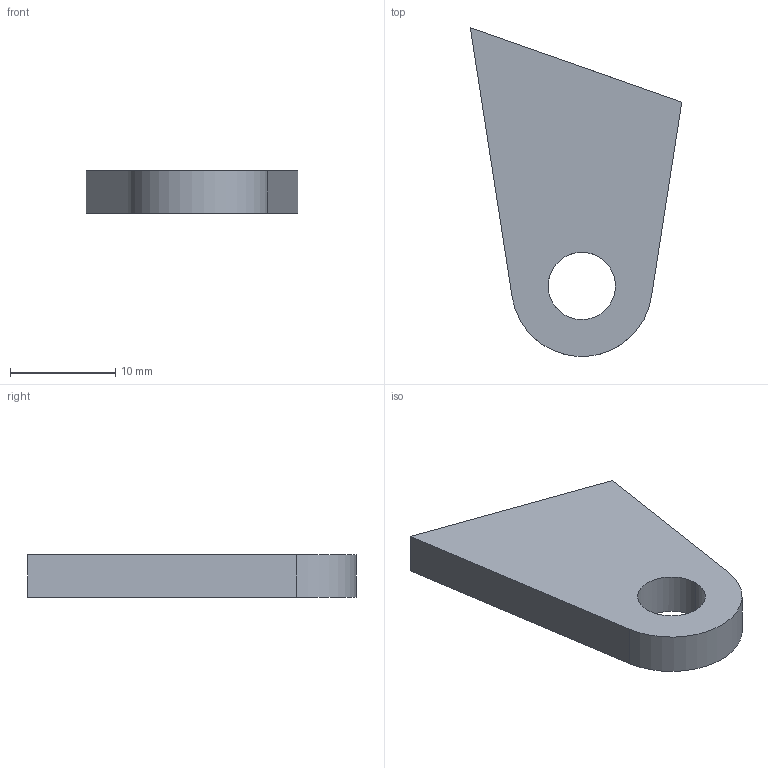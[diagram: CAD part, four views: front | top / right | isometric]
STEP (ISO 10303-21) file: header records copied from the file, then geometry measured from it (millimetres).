
FILE_DESCRIPTION(('CATIA V5 STEP Exchange'),'2;1');
FILE_NAME('Chape_Fw_La_Fp_Low.stp','2022-10-04T18:02:23+00:00',('none'),('none'),'CATIA Version 5 Release 19 SP 2 (IN-10)','CATIA V5 STEP AP203','none');
FILE_SCHEMA(('CONFIG_CONTROL_DESIGN'));
Length unit declared in the file: millimetre
Products named in the file (1): Chape_Fw_La_Fp_Low
Bounding box: 20.09 x 31.21 x 4 mm (x, y, z)
Volume: 1558.9 mm3; surface area: 1199.3 mm2
Topology: 1 solids, 1 shells, 8 faces, 18 edges, 12 vertices
Faces by surface type: plane 4, cylinder 3, extrusion 1
Entity records: 301 total; most frequent: CARTESIAN_POINT 80, ORIENTED_EDGE 36, DIRECTION 29, EDGE_CURVE 18, AXIS2_PLACEMENT_3D 12, VERTEX_POINT 12, VECTOR 11, EDGE_LOOP 10
